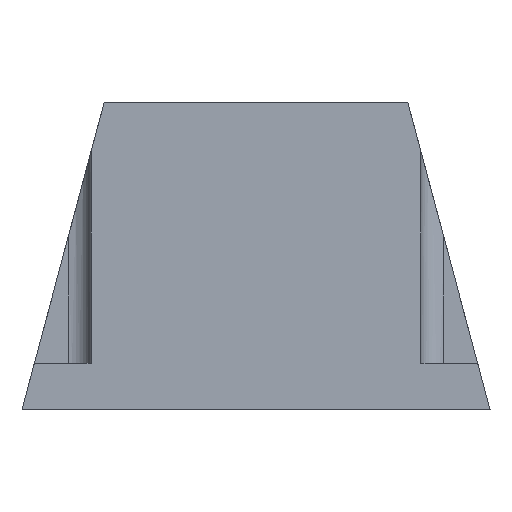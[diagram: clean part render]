
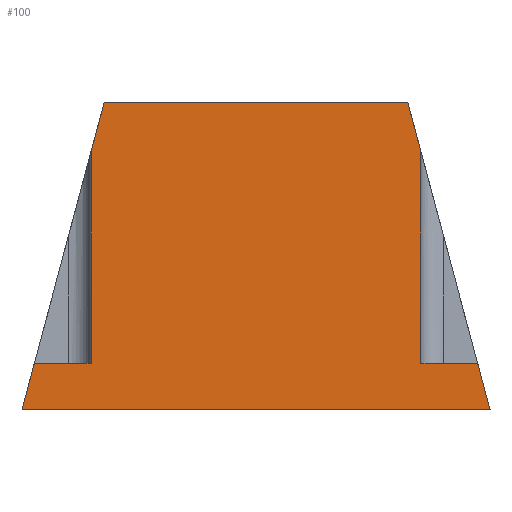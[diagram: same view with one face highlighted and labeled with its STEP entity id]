
A CAD part, left-side view. The second image highlights one B-rep face of the part: STEP entity #100.
In plain terms, the highlighted planar face has unit normal (-1, 0, 0).
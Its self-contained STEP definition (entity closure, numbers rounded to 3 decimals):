
#100=ADVANCED_FACE('',(#520),#522,.T.);
#520=FACE_BOUND('',#521,.T.);
#521=EDGE_LOOP('',(#2111,#2112,#2113,#2114,#2115,#2116,#2117,#2118,#2119,#2120));
#522=PLANE('',#523);
#523=AXIS2_PLACEMENT_3D('',#524,#525,#526);
#524=CARTESIAN_POINT('',(-141.5,0.,0.));
#525=DIRECTION('',(-1.,0.,0.));
#526=DIRECTION('',(0.,-1.,0.));
#2111=ORIENTED_EDGE('',*,*,#3072,.T.);
#2112=ORIENTED_EDGE('',*,*,#3073,.T.);
#2113=ORIENTED_EDGE('',*,*,#2915,.T.);
#2114=ORIENTED_EDGE('',*,*,#3068,.T.);
#2115=ORIENTED_EDGE('',*,*,#3074,.T.);
#2116=ORIENTED_EDGE('',*,*,#3075,.T.);
#2117=ORIENTED_EDGE('',*,*,#3070,.T.);
#2118=ORIENTED_EDGE('',*,*,#3076,.T.);
#2119=ORIENTED_EDGE('',*,*,#3077,.T.);
#2120=ORIENTED_EDGE('',*,*,#3078,.T.);
#2915=EDGE_CURVE('',#3436,#3434,#3437,.T.);
#3068=EDGE_CURVE('',#3434,#3705,#3707,.T.);
#3070=EDGE_CURVE('',#3710,#3708,#3711,.T.);
#3072=EDGE_CURVE('',#3713,#3714,#3715,.F.);
#3073=EDGE_CURVE('',#3714,#3436,#3716,.T.);
#3074=EDGE_CURVE('',#3705,#3717,#3718,.F.);
#3075=EDGE_CURVE('',#3717,#3710,#3719,.T.);
#3076=EDGE_CURVE('',#3708,#3720,#3721,.T.);
#3077=EDGE_CURVE('',#3720,#3722,#3723,.T.);
#3078=EDGE_CURVE('',#3722,#3713,#3724,.T.);
#3434=VERTEX_POINT('',#4304);
#3436=VERTEX_POINT('',#4308);
#3437=LINE('',#4309,#4310);
#3705=VERTEX_POINT('',#4973);
#3707=LINE('',#4977,#4978);
#3708=VERTEX_POINT('',#4980);
#3710=VERTEX_POINT('',#4984);
#3711=LINE('',#4985,#4986);
#3713=VERTEX_POINT('',#4991);
#3714=VERTEX_POINT('',#4992);
#3715=LINE('',#4993,#4994);
#3716=LINE('',#4996,#4997);
#3717=VERTEX_POINT('',#4999);
#3718=LINE('',#5000,#5001);
#3719=LINE('',#5003,#5004);
#3720=VERTEX_POINT('',#5006);
#3721=LINE('',#5007,#5008);
#3722=VERTEX_POINT('',#5010);
#3723=LINE('',#5011,#5012);
#3724=LINE('',#5014,#5015);
#4304=CARTESIAN_POINT('',(-141.5,19.782,40.));
#4308=CARTESIAN_POINT('',(-141.5,-19.782,40.));
#4309=CARTESIAN_POINT('',(-141.5,-19.782,40.));
#4310=VECTOR('',#4311,1.);
#4311=DIRECTION('',(0.,1.,0.));
#4973=CARTESIAN_POINT('',(-141.5,21.5,33.588));
#4977=CARTESIAN_POINT('',(-141.5,19.782,40.));
#4978=VECTOR('',#4979,1.);
#4979=DIRECTION('',(0.,0.259,-0.966));
#4980=CARTESIAN_POINT('',(-141.5,30.5,0.));
#4984=CARTESIAN_POINT('',(-141.5,28.892,6.));
#4985=CARTESIAN_POINT('',(-141.5,28.892,6.));
#4986=VECTOR('',#4987,1.);
#4987=DIRECTION('',(0.,0.259,-0.966));
#4991=CARTESIAN_POINT('',(-141.5,-21.5,6.));
#4992=CARTESIAN_POINT('',(-141.5,-21.5,33.588));
#4993=CARTESIAN_POINT('',(-141.5,-21.5,33.588));
#4994=VECTOR('',#4995,1.);
#4995=DIRECTION('',(0.,0.,-1.));
#4996=CARTESIAN_POINT('',(-141.5,-21.5,33.588));
#4997=VECTOR('',#4998,1.);
#4998=DIRECTION('',(0.,0.259,0.966));
#4999=CARTESIAN_POINT('',(-141.5,21.5,6.));
#5000=CARTESIAN_POINT('',(-141.5,21.5,6.));
#5001=VECTOR('',#5002,1.);
#5002=DIRECTION('',(0.,0.,1.));
#5003=CARTESIAN_POINT('',(-141.5,21.5,6.));
#5004=VECTOR('',#5005,1.);
#5005=DIRECTION('',(0.,1.,0.));
#5006=CARTESIAN_POINT('',(-141.5,-30.5,0.));
#5007=CARTESIAN_POINT('',(-141.5,30.5,0.));
#5008=VECTOR('',#5009,1.);
#5009=DIRECTION('',(0.,-1.,0.));
#5010=CARTESIAN_POINT('',(-141.5,-28.892,6.));
#5011=CARTESIAN_POINT('',(-141.5,-30.5,0.));
#5012=VECTOR('',#5013,1.);
#5013=DIRECTION('',(0.,0.259,0.966));
#5014=CARTESIAN_POINT('',(-141.5,-28.892,6.));
#5015=VECTOR('',#5016,1.);
#5016=DIRECTION('',(0.,1.,0.));
